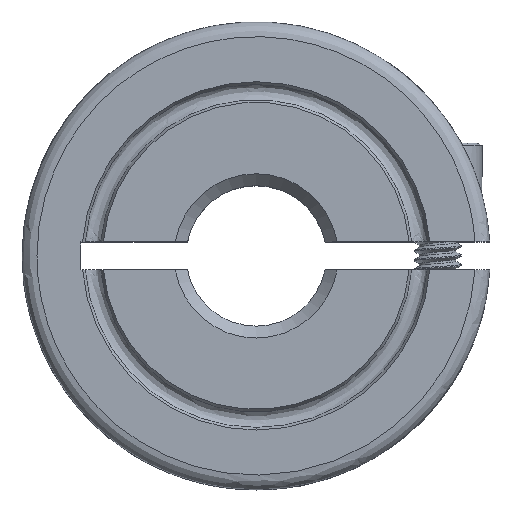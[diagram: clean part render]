
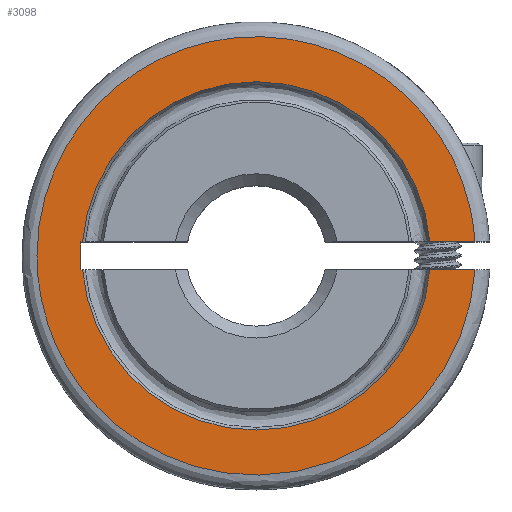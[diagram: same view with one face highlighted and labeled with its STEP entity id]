
A CAD part, top view. The second image highlights one B-rep face of the part: STEP entity #3098.
In plain terms, the highlighted planar face has unit normal (0, 0, 1).
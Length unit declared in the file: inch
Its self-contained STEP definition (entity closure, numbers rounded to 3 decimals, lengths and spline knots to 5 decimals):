
#37 = CARTESIAN_POINT ( 'NONE',  ( 0.35562, 1.85876, 2.77097 ) ) ;
#240 = DIRECTION ( 'NONE',  ( 0., 0., -1. ) ) ;
#360 = VERTEX_POINT ( 'NONE', #2640 ) ;
#393 = LINE ( 'NONE', #6244, #5531 ) ;
#407 = VECTOR ( 'NONE', #3475, 39.37008 ) ;
#417 = EDGE_CURVE ( 'NONE', #2792, #4237, #1564, .T. ) ;
#675 = CARTESIAN_POINT ( 'NONE',  ( 0.30867, 1.84805, 2.77097 ) ) ;
#714 = EDGE_CURVE ( 'NONE', #7524, #2025, #7029, .T. ) ;
#940 = LINE ( 'NONE', #1364, #2486 ) ;
#973 = CARTESIAN_POINT ( 'NONE',  ( 0.41463, 1.49175, 2.77097 ) ) ;
#1046 = FACE_OUTER_BOUND ( 'NONE', #6427, .T. ) ;
#1131 = CARTESIAN_POINT ( 'NONE',  ( 0.09063, 1.67396, 2.77097 ) ) ;
#1201 = EDGE_CURVE ( 'NONE', #360, #4143, #3351, .T. ) ;
#1270 = CARTESIAN_POINT ( 'NONE',  ( 0.04593, 1.49175, 2.77097 ) ) ;
#1316 = VERTEX_POINT ( 'NONE', #6746 ) ;
#1364 = CARTESIAN_POINT ( 'NONE',  ( 0.41463, 1.51525, 2.77097 ) ) ;
#1526 = CARTESIAN_POINT ( 'NONE',  ( 0.18269, 1.78224, 2.77097 ) ) ;
#1554 = CARTESIAN_POINT ( 'NONE',  ( 0.1169, 1.71431, 2.77097 ) ) ;
#1564 = LINE ( 'NONE', #3179, #1762 ) ;
#1567 = DIRECTION ( 'NONE',  ( 0., -1., 0. ) ) ;
#1572 = CARTESIAN_POINT ( 'NONE',  ( 0.80833, 1.51525, 2.77097 ) ) ;
#1589 = VERTEX_POINT ( 'NONE', #7122 ) ;
#1631 = CARTESIAN_POINT ( 'NONE',  ( 0.22219, 1.80978, 2.77097 ) ) ;
#1681 = CARTESIAN_POINT ( 'NONE',  ( 0.62758, 1.79643, 2.77097 ) ) ;
#1755 = CARTESIAN_POINT ( 'NONE',  ( 0.49767, 1.85408, 2.77097 ) ) ;
#1762 = VECTOR ( 'NONE', #7401, 39.37008 ) ;
#1777 = CARTESIAN_POINT ( 'NONE',  ( 0.69757, 1.73284, 2.77097 ) ) ;
#1806 = DIRECTION ( 'NONE',  ( 0., 0., -1. ) ) ;
#1813 = CARTESIAN_POINT ( 'NONE',  ( 0.58641, 1.8214, 2.77097 ) ) ;
#1821 = CARTESIAN_POINT ( 'NONE',  ( 0.45013, 1.86177, 2.77097 ) ) ;
#1829 = AXIS2_PLACEMENT_3D ( 'NONE', #1835, #1806, #1567 ) ;
#1835 = CARTESIAN_POINT ( 'NONE',  ( 0.41463, 1.49175, 2.77097 ) ) ;
#1853 = CARTESIAN_POINT ( 'NONE',  ( 0.78258, 1.51525, 2.77097 ) ) ;
#1971 = CARTESIAN_POINT ( 'NONE',  ( 0.76737, 1.60902, 2.77097 ) ) ;
#2025 = VERTEX_POINT ( 'NONE', #3882 ) ;
#2062 = CARTESIAN_POINT ( 'NONE',  ( 0.77957, 1.56244, 2.77097 ) ) ;
#2119 = CARTESIAN_POINT ( 'NONE',  ( 0.72636, 1.69424, 2.77097 ) ) ;
#2315 = EDGE_CURVE ( 'NONE', #1589, #2025, #5871, .T. ) ;
#2368 = CIRCLE ( 'NONE', #3846, 0.29291 ) ;
#2486 = VECTOR ( 'NONE', #6065, 39.37008 ) ;
#2553 = CARTESIAN_POINT ( 'NONE',  ( 0.41463, 1.49175, 2.77097 ) ) ;
#2640 = CARTESIAN_POINT ( 'NONE',  ( 0.7066, 1.46825, 2.77097 ) ) ;
#2792 = VERTEX_POINT ( 'NONE', #3755 ) ;
#2875 = AXIS2_PLACEMENT_3D ( 'NONE', #2553, #7271, #3234 ) ;
#2885 = CARTESIAN_POINT ( 'NONE',  ( 0.78258, 1.46825, 2.77097 ) ) ;
#2986 = DIRECTION ( 'NONE',  ( 0., 0., 1. ) ) ;
#3098 = ADVANCED_FACE ( 'NONE', ( #1046 ), #7042, .T. ) ;
#3119 = VECTOR ( 'NONE', #6062, 39.37008 ) ;
#3179 = CARTESIAN_POINT ( 'NONE',  ( 0.41463, 1.46825, 2.77097 ) ) ;
#3234 = DIRECTION ( 'NONE',  ( 0., -1., 0. ) ) ;
#3347 = LINE ( 'NONE', #6744, #3119 ) ;
#3351 = CIRCLE ( 'NONE', #1829, 0.29291 ) ;
#3418 = CARTESIAN_POINT ( 'NONE',  ( 0.41463, 1.19884, 2.77097 ) ) ;
#3475 = DIRECTION ( 'NONE',  ( 1., 0., 0. ) ) ;
#3755 = CARTESIAN_POINT ( 'NONE',  ( 0.12266, 1.46825, 2.77097 ) ) ;
#3846 = AXIS2_PLACEMENT_3D ( 'NONE', #4238, #240, #4904 ) ;
#3882 = CARTESIAN_POINT ( 'NONE',  ( 0.78258, 1.51525, 2.77097 ) ) ;
#4061 = EDGE_CURVE ( 'NONE', #4643, #1316, #940, .T. ) ;
#4143 = VERTEX_POINT ( 'NONE', #3418 ) ;
#4232 = CARTESIAN_POINT ( 'NONE',  ( 0.78258, 1.46825, 2.77097 ) ) ;
#4237 = VERTEX_POINT ( 'NONE', #7600 ) ;
#4238 = CARTESIAN_POINT ( 'NONE',  ( 0.41463, 1.49175, 2.77097 ) ) ;
#4258 = CARTESIAN_POINT ( 'NONE',  ( 0.04593, 1.49175, 2.77097 ) ) ;
#4277 = CIRCLE ( 'NONE', #2875, 0.29291 ) ;
#4643 = VERTEX_POINT ( 'NONE', #8415 ) ;
#4733 = CARTESIAN_POINT ( 'NONE',  ( 0.04593, 1.49175, 2.77097 ) ) ;
#4904 = DIRECTION ( 'NONE',  ( 0., -1., 0. ) ) ;
#5294 = ORIENTED_EDGE ( 'NONE', *, *, #5688, .T. ) ;
#5506 = ORIENTED_EDGE ( 'NONE', *, *, #5645, .T. ) ;
#5531 = VECTOR ( 'NONE', #6926, 39.37008 ) ;
#5645 = EDGE_CURVE ( 'NONE', #7732, #360, #393, .T. ) ;
#5688 = EDGE_CURVE ( 'NONE', #4143, #2792, #2368, .T. ) ;
#5829 = ORIENTED_EDGE ( 'NONE', *, *, #8344, .F. ) ;
#5871 = LINE ( 'NONE', #1572, #407 ) ;
#6062 = DIRECTION ( 'NONE',  ( 0., 1., 0. ) ) ;
#6065 = DIRECTION ( 'NONE',  ( 1., 0., 0. ) ) ;
#6244 = CARTESIAN_POINT ( 'NONE',  ( 0.80833, 1.46825, 2.77097 ) ) ;
#6425 = ORIENTED_EDGE ( 'NONE', *, *, #4061, .T. ) ;
#6427 = EDGE_LOOP ( 'NONE', ( #7928, #6882, #6438, #5829, #5506, #7610, #5294, #6783, #8241, #6425 ) ) ;
#6438 = ORIENTED_EDGE ( 'NONE', *, *, #714, .F. ) ;
#6744 = CARTESIAN_POINT ( 'NONE',  ( 0.11936, 1.51525, 2.77097 ) ) ;
#6746 = CARTESIAN_POINT ( 'NONE',  ( 0.12266, 1.51525, 2.77097 ) ) ;
#6783 = ORIENTED_EDGE ( 'NONE', *, *, #417, .T. ) ;
#6882 = ORIENTED_EDGE ( 'NONE', *, *, #2315, .T. ) ;
#6926 = DIRECTION ( 'NONE',  ( -1., 0., 0. ) ) ;
#7029 = B_SPLINE_CURVE_WITH_KNOTS ( 'NONE', 3,
 ( #1270, #8560, #8526, #1131, #1554, #1526, #1631, #675, #37, #1821, #1755, #1813, #1681, #1777, #2119, #1971, #2062, #1853 ),
 .UNSPECIFIED., .F., .F.,
 ( 4, 2, 2, 2, 2, 2, 2, 2, 4 ),
 ( 0., 0.125, 0.25, 0.375, 0.5, 0.625, 0.75, 0.875, 1. ),
 .UNSPECIFIED. ) ;
#7042 = PLANE ( 'NONE',  #7665 ) ;
#7122 = CARTESIAN_POINT ( 'NONE',  ( 0.7066, 1.51525, 2.77097 ) ) ;
#7268 = EDGE_CURVE ( 'NONE', #1316, #1589, #4277, .T. ) ;
#7271 = DIRECTION ( 'NONE',  ( 0., 0., -1. ) ) ;
#7401 = DIRECTION ( 'NONE',  ( -1., 0., 0. ) ) ;
#7524 = VERTEX_POINT ( 'NONE', #4733 ) ;
#7600 = CARTESIAN_POINT ( 'NONE',  ( 0.11936, 1.46825, 2.77097 ) ) ;
#7610 = ORIENTED_EDGE ( 'NONE', *, *, #1201, .T. ) ;
#7622 = CARTESIAN_POINT ( 'NONE',  ( 0.73842, 0.77682, 2.77097 ) ) ;
#7665 = AXIS2_PLACEMENT_3D ( 'NONE', #973, #2986, #7713 ) ;
#7713 = DIRECTION ( 'NONE',  ( 1., 0., 0. ) ) ;
#7732 = VERTEX_POINT ( 'NONE', #4232 ) ;
#7928 = ORIENTED_EDGE ( 'NONE', *, *, #7268, .T. ) ;
#7955 = EDGE_CURVE ( 'NONE', #4237, #4643, #3347, .T. ) ;
#8241 = ORIENTED_EDGE ( 'NONE', *, *, #7955, .T. ) ;
#8290 = CARTESIAN_POINT ( 'NONE',  ( 0.04593, 0.79891, 2.77097 ) ) ;
#8344 = EDGE_CURVE ( 'NONE', #7732, #7524, #8478, .T. ) ;
#8415 = CARTESIAN_POINT ( 'NONE',  ( 0.11936, 1.51525, 2.77097 ) ) ;
#8478 =( BOUNDED_CURVE ( )  B_SPLINE_CURVE ( 3, ( #2885, #7622, #8290, #4258 ),
 .UNSPECIFIED., .F., .T. ) 
 B_SPLINE_CURVE_WITH_KNOTS ( ( 4, 4 ),
 ( 0., 1. ),
 .UNSPECIFIED. ) 
 CURVE ( )  GEOMETRIC_REPRESENTATION_ITEM ( )  RATIONAL_B_SPLINE_CURVE ( ( 1., 0.355, 0.355, 1. ) ) 
 REPRESENTATION_ITEM ( '' )  );
#8526 = CARTESIAN_POINT ( 'NONE',  ( 0.05514, 1.5863, 2.77097 ) ) ;
#8560 = CARTESIAN_POINT ( 'NONE',  ( 0.04593, 1.53904, 2.77097 ) ) ;
